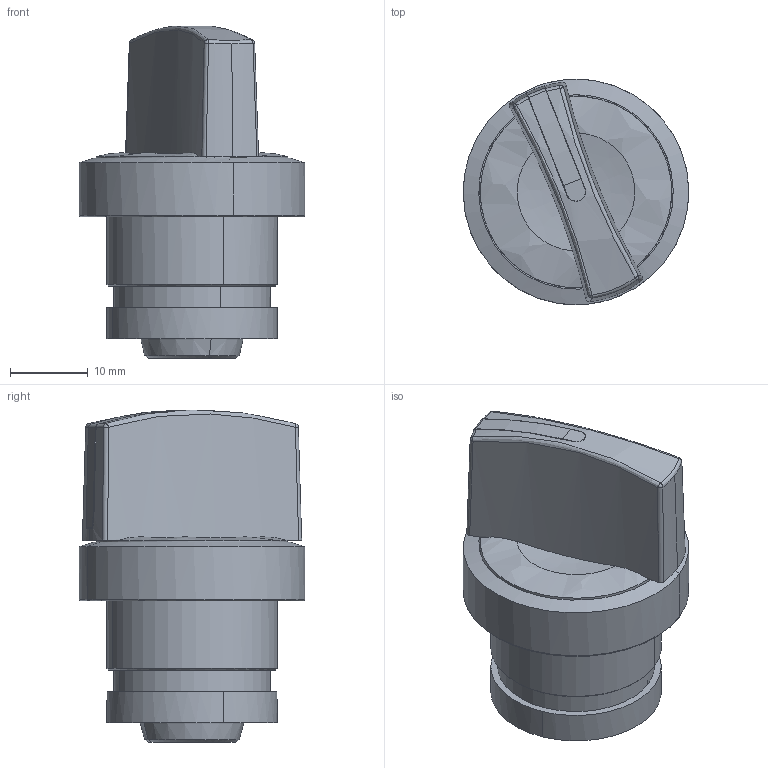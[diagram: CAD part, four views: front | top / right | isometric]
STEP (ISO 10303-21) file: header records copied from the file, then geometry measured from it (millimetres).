
FILE_DESCRIPTION(('CATIA V5 STEP Exchange','CAx-IF Rec.Pracs.--- Model Styling and Organization---1.4--- 2014-01-23','CAx-IF Rec.Pracs.---3D Tessellated Data Validation Properties---0.5---2014-09-14'),'2;1');
FILE_NAME('KAXZ1M12.stp','2022-11-15T13:09:12+00:00',('none'),('none'),'CATIA Version 5-6 Release 2018','CATIA V5 STEP AP242','none');
FILE_SCHEMA(('AP242_MANAGED_MODEL_BASED_3D_ENGINEERING_MIM_LF {1 0 10303 442 1 1 4}'));
Length unit declared in the file: millimetre
Products named in the file (1): KAXZ1M12
Bounding box: 29 x 28.99 x 42.67 mm (x, y, z)
Volume: 11643.7 mm3; surface area: 9270.2 mm2
Topology: 2 solids, 5 shells, 212 faces, 587 edges, 384 vertices
Faces by surface type: plane 103, cylinder 63, cone 16, torus 10, sphere 9, bspline 9, extrusion 2
Entity records: 7335 total; most frequent: CARTESIAN_POINT 2393, ORIENTED_EDGE 1156, DIRECTION 775, EDGE_CURVE 578, VERTEX_POINT 384, AXIS2_PLACEMENT_3D 327, VECTOR 299, LINE 297
